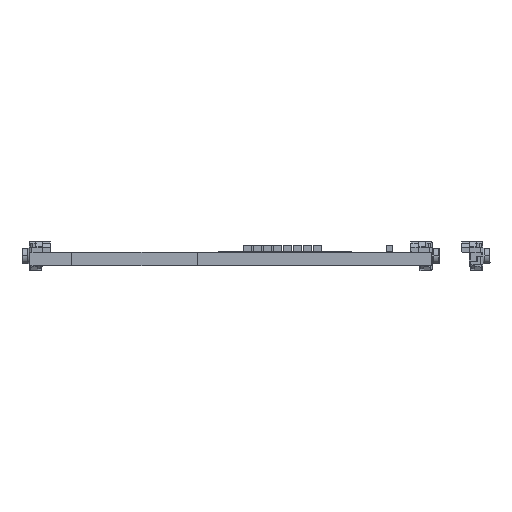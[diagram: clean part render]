
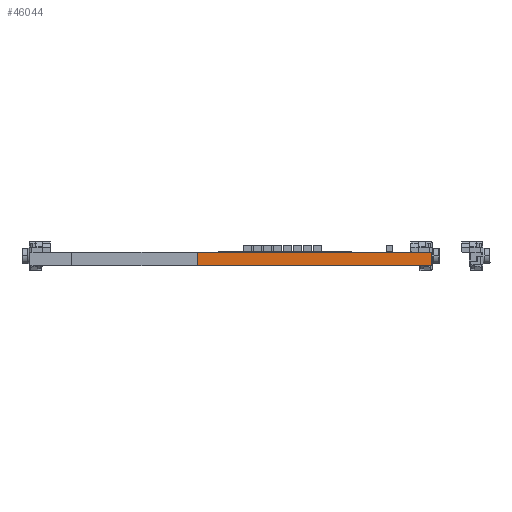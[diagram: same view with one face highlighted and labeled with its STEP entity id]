
A CAD part, front view. The second image highlights one B-rep face of the part: STEP entity #46044.
In plain terms, the highlighted planar face has unit normal (0, -1, 0).
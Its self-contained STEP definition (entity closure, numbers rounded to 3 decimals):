
#44184 = PLANE('',#44185);
#44185 = AXIS2_PLACEMENT_3D('',#44186,#44187,#44188);
#44186 = CARTESIAN_POINT('',(142.776,-108.774,1.6));
#44187 = DIRECTION('',(-0.,-0.,-1.));
#44188 = DIRECTION('',(-1.,0.,0.));
#44238 = PLANE('',#44239);
#44239 = AXIS2_PLACEMENT_3D('',#44240,#44241,#44242);
#44240 = CARTESIAN_POINT('',(142.776,-108.774,0.));
#44241 = DIRECTION('',(-0.,-0.,-1.));
#44242 = DIRECTION('',(-1.,0.,0.));
#44271 = PLANE('',#44272);
#44272 = AXIS2_PLACEMENT_3D('',#44273,#44274,#44275);
#44273 = CARTESIAN_POINT('',(140.,-125.5,0.));
#44274 = DIRECTION('',(-1.,0.,0.));
#44275 = DIRECTION('',(0.,1.,0.));
#44907 = VERTEX_POINT('',#44908);
#44908 = CARTESIAN_POINT('',(168.,-125.5,0.));
#44922 = PLANE('',#44923);
#44923 = AXIS2_PLACEMENT_3D('',#44924,#44925,#44926);
#44924 = CARTESIAN_POINT('',(168.,-103.25,0.));
#44925 = DIRECTION('',(1.,0.,-0.));
#44926 = DIRECTION('',(0.,-1.,0.));
#44934 = EDGE_CURVE('',#44907,#44935,#44937,.T.);
#44935 = VERTEX_POINT('',#44936);
#44936 = CARTESIAN_POINT('',(140.,-125.5,0.));
#44937 = SURFACE_CURVE('',#44938,(#44942,#44949),.PCURVE_S1.);
#44938 = LINE('',#44939,#44940);
#44939 = CARTESIAN_POINT('',(168.,-125.5,0.));
#44940 = VECTOR('',#44941,1.);
#44941 = DIRECTION('',(-1.,0.,0.));
#44942 = PCURVE('',#44238,#44943);
#44943 = DEFINITIONAL_REPRESENTATION('',(#44944),#44948);
#44944 = LINE('',#44945,#44946);
#44945 = CARTESIAN_POINT('',(-25.224,-16.726));
#44946 = VECTOR('',#44947,1.);
#44947 = DIRECTION('',(1.,0.));
#44948 = ( GEOMETRIC_REPRESENTATION_CONTEXT(2) 
PARAMETRIC_REPRESENTATION_CONTEXT() REPRESENTATION_CONTEXT('2D SPACE',''
  ) );
#44949 = PCURVE('',#44950,#44955);
#44950 = PLANE('',#44951);
#44951 = AXIS2_PLACEMENT_3D('',#44952,#44953,#44954);
#44952 = CARTESIAN_POINT('',(168.,-125.5,0.));
#44953 = DIRECTION('',(0.,-1.,0.));
#44954 = DIRECTION('',(-1.,0.,0.));
#44955 = DEFINITIONAL_REPRESENTATION('',(#44956),#44960);
#44956 = LINE('',#44957,#44958);
#44957 = CARTESIAN_POINT('',(0.,-0.));
#44958 = VECTOR('',#44959,1.);
#44959 = DIRECTION('',(1.,0.));
#44960 = ( GEOMETRIC_REPRESENTATION_CONTEXT(2) 
PARAMETRIC_REPRESENTATION_CONTEXT() REPRESENTATION_CONTEXT('2D SPACE',''
  ) );
#45684 = VERTEX_POINT('',#45685);
#45685 = CARTESIAN_POINT('',(168.,-125.5,1.6));
#45706 = EDGE_CURVE('',#45684,#45707,#45709,.T.);
#45707 = VERTEX_POINT('',#45708);
#45708 = CARTESIAN_POINT('',(140.,-125.5,1.6));
#45709 = SURFACE_CURVE('',#45710,(#45714,#45721),.PCURVE_S1.);
#45710 = LINE('',#45711,#45712);
#45711 = CARTESIAN_POINT('',(168.,-125.5,1.6));
#45712 = VECTOR('',#45713,1.);
#45713 = DIRECTION('',(-1.,0.,0.));
#45714 = PCURVE('',#44184,#45715);
#45715 = DEFINITIONAL_REPRESENTATION('',(#45716),#45720);
#45716 = LINE('',#45717,#45718);
#45717 = CARTESIAN_POINT('',(-25.224,-16.726));
#45718 = VECTOR('',#45719,1.);
#45719 = DIRECTION('',(1.,0.));
#45720 = ( GEOMETRIC_REPRESENTATION_CONTEXT(2) 
PARAMETRIC_REPRESENTATION_CONTEXT() REPRESENTATION_CONTEXT('2D SPACE',''
  ) );
#45721 = PCURVE('',#44950,#45722);
#45722 = DEFINITIONAL_REPRESENTATION('',(#45723),#45727);
#45723 = LINE('',#45724,#45725);
#45724 = CARTESIAN_POINT('',(0.,-1.6));
#45725 = VECTOR('',#45726,1.);
#45726 = DIRECTION('',(1.,0.));
#45727 = ( GEOMETRIC_REPRESENTATION_CONTEXT(2) 
PARAMETRIC_REPRESENTATION_CONTEXT() REPRESENTATION_CONTEXT('2D SPACE',''
  ) );
#45994 = EDGE_CURVE('',#44935,#45707,#45995,.T.);
#45995 = SURFACE_CURVE('',#45996,(#46000,#46007),.PCURVE_S1.);
#45996 = LINE('',#45997,#45998);
#45997 = CARTESIAN_POINT('',(140.,-125.5,0.));
#45998 = VECTOR('',#45999,1.);
#45999 = DIRECTION('',(0.,0.,1.));
#46000 = PCURVE('',#44271,#46001);
#46001 = DEFINITIONAL_REPRESENTATION('',(#46002),#46006);
#46002 = LINE('',#46003,#46004);
#46003 = CARTESIAN_POINT('',(0.,0.));
#46004 = VECTOR('',#46005,1.);
#46005 = DIRECTION('',(0.,-1.));
#46006 = ( GEOMETRIC_REPRESENTATION_CONTEXT(2) 
PARAMETRIC_REPRESENTATION_CONTEXT() REPRESENTATION_CONTEXT('2D SPACE',''
  ) );
#46007 = PCURVE('',#44950,#46008);
#46008 = DEFINITIONAL_REPRESENTATION('',(#46009),#46013);
#46009 = LINE('',#46010,#46011);
#46010 = CARTESIAN_POINT('',(28.,0.));
#46011 = VECTOR('',#46012,1.);
#46012 = DIRECTION('',(0.,-1.));
#46013 = ( GEOMETRIC_REPRESENTATION_CONTEXT(2) 
PARAMETRIC_REPRESENTATION_CONTEXT() REPRESENTATION_CONTEXT('2D SPACE',''
  ) );
#46044 = ADVANCED_FACE('',(#46045),#44950,.T.);
#46045 = FACE_BOUND('',#46046,.T.);
#46046 = EDGE_LOOP('',(#46047,#46068,#46069,#46070));
#46047 = ORIENTED_EDGE('',*,*,#46048,.T.);
#46048 = EDGE_CURVE('',#44907,#45684,#46049,.T.);
#46049 = SURFACE_CURVE('',#46050,(#46054,#46061),.PCURVE_S1.);
#46050 = LINE('',#46051,#46052);
#46051 = CARTESIAN_POINT('',(168.,-125.5,0.));
#46052 = VECTOR('',#46053,1.);
#46053 = DIRECTION('',(0.,0.,1.));
#46054 = PCURVE('',#44950,#46055);
#46055 = DEFINITIONAL_REPRESENTATION('',(#46056),#46060);
#46056 = LINE('',#46057,#46058);
#46057 = CARTESIAN_POINT('',(0.,-0.));
#46058 = VECTOR('',#46059,1.);
#46059 = DIRECTION('',(0.,-1.));
#46060 = ( GEOMETRIC_REPRESENTATION_CONTEXT(2) 
PARAMETRIC_REPRESENTATION_CONTEXT() REPRESENTATION_CONTEXT('2D SPACE',''
  ) );
#46061 = PCURVE('',#44922,#46062);
#46062 = DEFINITIONAL_REPRESENTATION('',(#46063),#46067);
#46063 = LINE('',#46064,#46065);
#46064 = CARTESIAN_POINT('',(22.25,0.));
#46065 = VECTOR('',#46066,1.);
#46066 = DIRECTION('',(0.,-1.));
#46067 = ( GEOMETRIC_REPRESENTATION_CONTEXT(2) 
PARAMETRIC_REPRESENTATION_CONTEXT() REPRESENTATION_CONTEXT('2D SPACE',''
  ) );
#46068 = ORIENTED_EDGE('',*,*,#45706,.T.);
#46069 = ORIENTED_EDGE('',*,*,#45994,.F.);
#46070 = ORIENTED_EDGE('',*,*,#44934,.F.);
